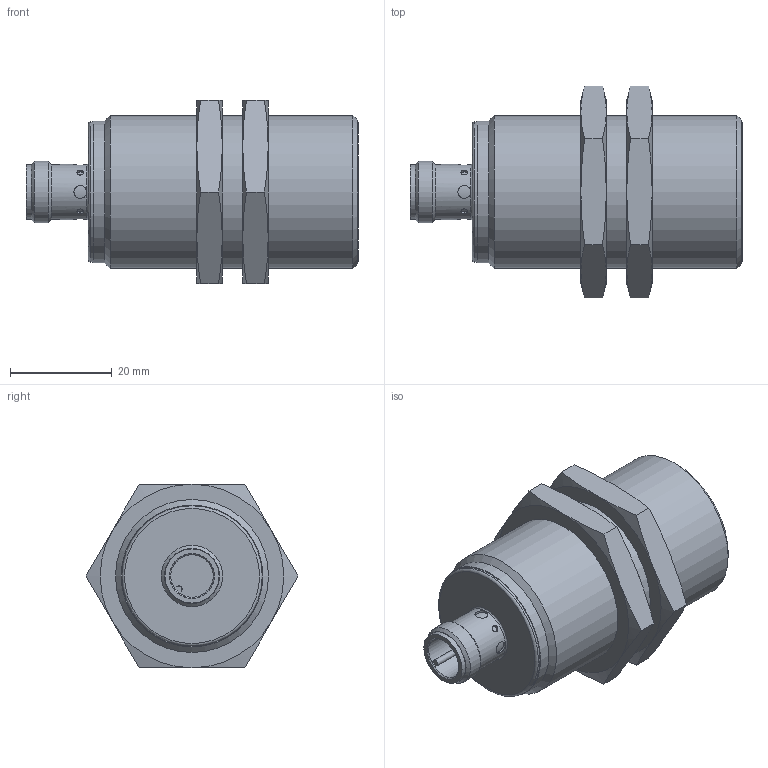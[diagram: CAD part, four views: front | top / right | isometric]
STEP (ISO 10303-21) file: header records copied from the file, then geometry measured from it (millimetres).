
FILE_DESCRIPTION (( 'STEP AP214' ), '1' );
FILE_NAME ('GI855S.STEP', '2025-02-21T11:49:58', ( '' ), ( '' ), 'SwSTEP 2.0', 'SolidWorks 2024', '' );
FILE_SCHEMA (( 'AUTOMOTIVE_DESIGN' ));
Length unit declared in the file: millimetre
Products named in the file (1): GI855S
Bounding box: 65.11 x 41.57 x 36 mm (x, y, z)
Volume: 42323.1 mm3; surface area: 10768.3 mm2
Topology: 3 solids, 3 shells, 88 faces, 172 edges, 102 vertices
Faces by surface type: cone 33, cylinder 27, plane 26, torus 2
Full cylindrical faces by diameter (mm): 1.3 x4, 2.5 x4, 8.35 x1, 10.6 x1, 10.8 x1, 12 x1, 27.32 x1, 27.5 x1, 27.8 x1, 28.376 x2, 30 x1
Entity records: 3057 total; most frequent: CARTESIAN_POINT 1425, DIRECTION 310, ORIENTED_EDGE 280, AXIS2_PLACEMENT_3D 145, EDGE_CURVE 140, EDGE_LOOP 134, FACE_OUTER_BOUND 108, VERTEX_POINT 100
